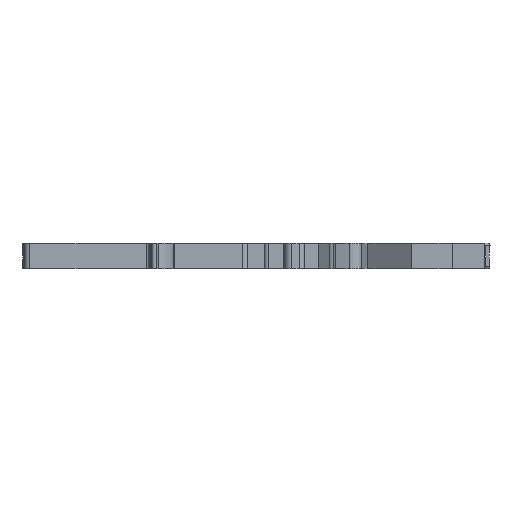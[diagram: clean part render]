
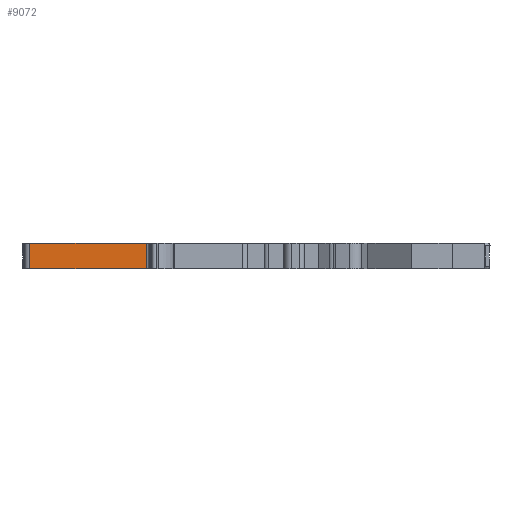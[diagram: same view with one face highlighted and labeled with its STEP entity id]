
A CAD part, front view. The second image highlights one B-rep face of the part: STEP entity #9072.
In plain terms, the highlighted planar face has unit normal (0, -1, 0).
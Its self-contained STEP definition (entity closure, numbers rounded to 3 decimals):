
#3109=DIRECTION('',(-1.,0.,0.));
#3110=VECTOR('',#3109,22.8);
#3111=CARTESIAN_POINT('',(-21.25,-34.,-2.5));
#3112=LINE('',#3111,#3110);
#3113=DIRECTION('',(1.,0.,0.));
#3114=VECTOR('',#3113,22.8);
#3115=CARTESIAN_POINT('',(-44.05,-34.,2.5));
#3116=LINE('',#3115,#3114);
#3117=DIRECTION('',(0.,0.,-1.));
#3118=VECTOR('',#3117,5.);
#3119=CARTESIAN_POINT('',(-21.25,-34.,2.5));
#3120=LINE('',#3119,#3118);
#3121=DIRECTION('',(0.,0.,-1.));
#3122=VECTOR('',#3121,5.);
#3123=CARTESIAN_POINT('',(-44.05,-34.,2.5));
#3124=LINE('',#3123,#3122);
#3638=CARTESIAN_POINT('',(-44.05,-34.,-2.5));
#3639=VERTEX_POINT('',#3638);
#3640=CARTESIAN_POINT('',(-21.25,-34.,-2.5));
#3641=VERTEX_POINT('',#3640);
#4182=CARTESIAN_POINT('',(-21.25,-34.,2.5));
#4183=VERTEX_POINT('',#4182);
#4184=CARTESIAN_POINT('',(-44.05,-34.,2.5));
#4185=VERTEX_POINT('',#4184);
#9060=CARTESIAN_POINT('',(-32.65,-34.,0.));
#9061=DIRECTION('',(0.,1.,0.));
#9062=DIRECTION('',(1.,0.,0.));
#9063=AXIS2_PLACEMENT_3D('',#9060,#9061,#9062);
#9064=PLANE('',#9063);
#9065=ORIENTED_EDGE('',*,*,#4719,.T.);
#9067=ORIENTED_EDGE('',*,*,#9066,.F.);
#9068=ORIENTED_EDGE('',*,*,#5620,.T.);
#9069=ORIENTED_EDGE('',*,*,#9053,.T.);
#9070=EDGE_LOOP('',(#9065,#9067,#9068,#9069));
#9071=FACE_OUTER_BOUND('',#9070,.F.);
#4719=EDGE_CURVE('',#3641,#3639,#3112,.T.);
#5620=EDGE_CURVE('',#4185,#4183,#3116,.T.);
#9053=EDGE_CURVE('',#4183,#3641,#3120,.T.);
#9066=EDGE_CURVE('',#4185,#3639,#3124,.T.);
#9072=ADVANCED_FACE('',(#9071),#9064,.F.);
